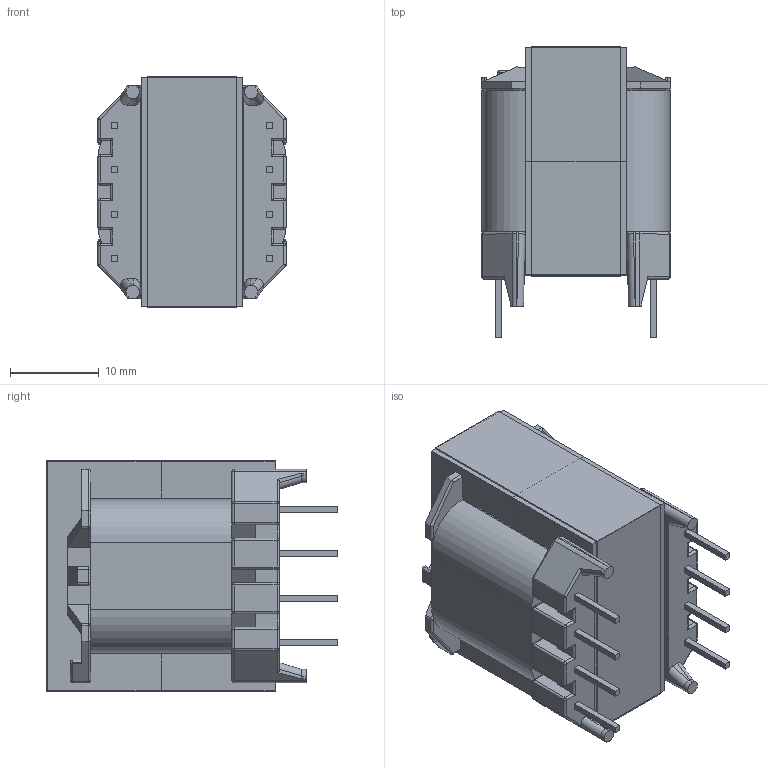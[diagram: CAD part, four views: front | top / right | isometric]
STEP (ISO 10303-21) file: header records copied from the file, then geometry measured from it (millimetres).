
FILE_DESCRIPTION (( 'STEP AP214' ), '1' );
FILE_NAME ('EE25-13-11_5080.STEP', '2019-01-31T18:00:29', ( '' ), ( '' ), 'SwSTEP 2.0', 'SolidWorks 2017', '' );
FILE_SCHEMA (( 'AUTOMOTIVE_DESIGN' ));
Length unit declared in the file: millimetre
Products named in the file (5): 440-8062-1680; 150-1680_6A; 070-5080_coil; 070-5080_6H; EE25-13-11_5080
Assembly tree (5 placements, depth 2):
  EE25-13-11_5080
    070-5080_6H
    070-5080_coil
    150-1680_6A  x2
    440-8062-1680
Bounding box: 21.14 x 32.73 x 26 mm (x, y, z)
Volume: 11123.4 mm3; surface area: 11329.4 mm2
Topology: 5 solids, 5 shells, 430 faces, 1089 edges, 631 vertices
Faces by surface type: plane 222, cylinder 154, sphere 46, bspline 4, torus 4
Entity records: 12891 total; most frequent: CARTESIAN_POINT 2439, ORIENTED_EDGE 2014, DIRECTION 1954, EDGE_CURVE 1007, LINE 694, VECTOR 694, AXIS2_PLACEMENT_3D 630, VERTEX_POINT 607
